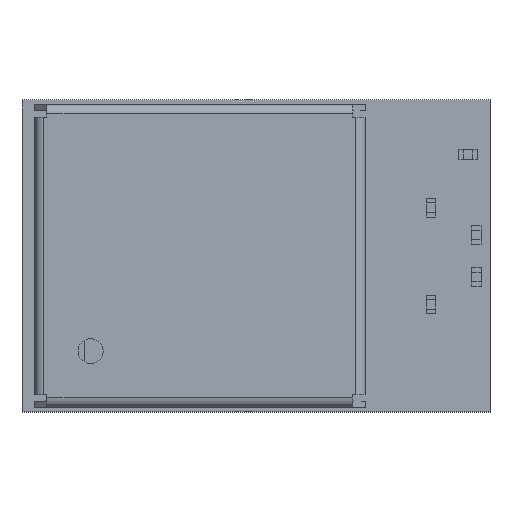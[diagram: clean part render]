
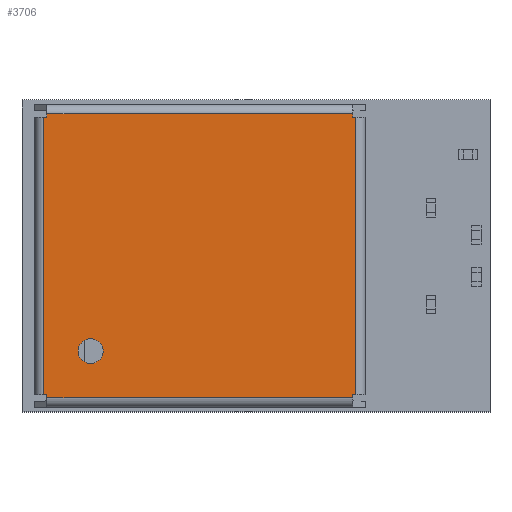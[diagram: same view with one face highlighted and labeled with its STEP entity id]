
A CAD part, top view. The second image highlights one B-rep face of the part: STEP entity #3706.
In plain terms, the highlighted planar face has unit normal (0, 0, 1).
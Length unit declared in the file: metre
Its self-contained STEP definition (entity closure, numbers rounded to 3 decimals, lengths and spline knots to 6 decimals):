
#3706=ADVANCED_FACE('',(#5929,#5930),#5931,.T.);
#5929=FACE_BOUND('',#7591,.T.);
#5930=FACE_OUTER_BOUND('',#7592,.T.);
#5931=PLANE('',#7593);
#7591=EDGE_LOOP('',(#11034));
#7592=EDGE_LOOP('',(#11035,#11036,#11037,#11038,#11039,#11040,#11041,#11042,#11043,#11044,#11045,#11046));
#7593=AXIS2_PLACEMENT_3D('',#11047,#11048,#11049);
#11034=ORIENTED_EDGE('',*,*,#12463,.F.);
#11035=ORIENTED_EDGE('',*,*,#12635,.T.);
#11036=ORIENTED_EDGE('',*,*,#11940,.T.);
#11037=ORIENTED_EDGE('',*,*,#12674,.T.);
#11038=ORIENTED_EDGE('',*,*,#12961,.T.);
#11039=ORIENTED_EDGE('',*,*,#12467,.T.);
#11040=ORIENTED_EDGE('',*,*,#12556,.T.);
#11041=ORIENTED_EDGE('',*,*,#12452,.T.);
#11042=ORIENTED_EDGE('',*,*,#12707,.T.);
#11043=ORIENTED_EDGE('',*,*,#12253,.T.);
#11044=ORIENTED_EDGE('',*,*,#12551,.T.);
#11045=ORIENTED_EDGE('',*,*,#12332,.T.);
#11046=ORIENTED_EDGE('',*,*,#12880,.T.);
#11047=CARTESIAN_POINT('',(0.0419,-0.0508,0.000608));
#11048=DIRECTION('',(0.,0.,1.));
#11049=DIRECTION('',(1.,0.,0.));
#11940=EDGE_CURVE('',#13588,#13597,#13599,.T.);
#12253=EDGE_CURVE('',#14100,#14101,#14102,.T.);
#12332=EDGE_CURVE('',#14218,#14216,#14219,.T.);
#12452=EDGE_CURVE('',#14378,#14381,#14383,.T.);
#12463=EDGE_CURVE('',#14398,#14398,#14399,.T.);
#12467=EDGE_CURVE('',#14404,#14402,#14405,.T.);
#12551=EDGE_CURVE('',#14101,#14218,#14522,.T.);
#12556=EDGE_CURVE('',#14402,#14378,#14527,.T.);
#12635=EDGE_CURVE('',#14629,#13588,#14630,.T.);
#12674=EDGE_CURVE('',#13597,#14681,#14683,.T.);
#12707=EDGE_CURVE('',#14381,#14100,#14725,.T.);
#12880=EDGE_CURVE('',#14216,#14629,#14942,.T.);
#12961=EDGE_CURVE('',#14681,#14404,#15035,.T.);
#13588=VERTEX_POINT('',#15888);
#13597=VERTEX_POINT('',#15899);
#13599=LINE('',#15902,#15903);
#14100=VERTEX_POINT('',#16627);
#14101=VERTEX_POINT('',#16628);
#14102=LINE('',#16629,#16630);
#14216=VERTEX_POINT('',#16795);
#14218=VERTEX_POINT('',#16798);
#14219=LINE('',#16799,#16800);
#14378=VERTEX_POINT('',#17035);
#14381=VERTEX_POINT('',#17039);
#14383=LINE('',#17041,#17042);
#14398=VERTEX_POINT('',#17063);
#14399=CIRCLE('',#17064,0.0004);
#14402=VERTEX_POINT('',#17068);
#14404=VERTEX_POINT('',#17071);
#14405=LINE('',#17072,#17073);
#14522=LINE('',#17245,#17246);
#14527=LINE('',#17253,#17254);
#14629=VERTEX_POINT('',#17404);
#14630=LINE('',#17405,#17406);
#14681=VERTEX_POINT('',#17478);
#14683=LINE('',#17480,#17481);
#14725=LINE('',#17542,#17543);
#14942=LINE('',#17850,#17851);
#15035=LINE('',#17983,#17984);
#15888=CARTESIAN_POINT('',(0.0419,-0.0507,0.000608));
#15899=CARTESIAN_POINT('',(0.042,-0.0507,0.000608));
#15902=CARTESIAN_POINT('',(0.0416,-0.0507,0.000608));
#15903=VECTOR('',#18390,1.);
#16627=CARTESIAN_POINT('',(0.0509,-0.0409,0.000608));
#16628=CARTESIAN_POINT('',(0.0509,-0.0408,0.000608));
#16629=CARTESIAN_POINT('',(0.0509,-0.0508,0.000608));
#16630=VECTOR('',#18665,1.);
#16795=CARTESIAN_POINT('',(0.042,-0.0409,0.000608));
#16798=CARTESIAN_POINT('',(0.042,-0.0408,0.000608));
#16799=CARTESIAN_POINT('',(0.042,-0.0405,0.000608));
#16800=VECTOR('',#18736,1.);
#17035=CARTESIAN_POINT('',(0.051,-0.0507,0.000608));
#17039=CARTESIAN_POINT('',(0.051,-0.0409,0.000608));
#17041=CARTESIAN_POINT('',(0.051,-0.0508,0.000608));
#17042=VECTOR('',#18841,1.);
#17063=CARTESIAN_POINT('',(0.0438,-0.0423,0.000608));
#17064=AXIS2_PLACEMENT_3D('',#18848,#18849,#18850);
#17068=CARTESIAN_POINT('',(0.0509,-0.0507,0.000608));
#17071=CARTESIAN_POINT('',(0.0509,-0.0508,0.000608));
#17072=CARTESIAN_POINT('',(0.0509,-0.0511,0.000608));
#17073=VECTOR('',#18853,1.);
#17245=CARTESIAN_POINT('',(0.0509,-0.0408,0.000608));
#17246=VECTOR('',#18918,1.);
#17253=CARTESIAN_POINT('',(0.0509,-0.0507,0.000608));
#17254=VECTOR('',#18921,1.);
#17404=CARTESIAN_POINT('',(0.0419,-0.0409,0.000608));
#17405=CARTESIAN_POINT('',(0.0419,-0.0409,0.000608));
#17406=VECTOR('',#18979,1.);
#17478=CARTESIAN_POINT('',(0.042,-0.0508,0.000608));
#17480=CARTESIAN_POINT('',(0.042,-0.0507,0.000608));
#17481=VECTOR('',#19013,1.);
#17542=CARTESIAN_POINT('',(0.051,-0.0409,0.000608));
#17543=VECTOR('',#19039,1.);
#17850=CARTESIAN_POINT('',(0.042,-0.0409,0.000608));
#17851=VECTOR('',#19175,1.);
#17983=CARTESIAN_POINT('',(0.0419,-0.0508,0.000608));
#17984=VECTOR('',#19218,1.);
#18390=DIRECTION('',(1.,0.,0.));
#18665=DIRECTION('',(0.,1.,0.));
#18736=DIRECTION('',(0.,-1.,0.));
#18841=DIRECTION('',(0.,1.,0.));
#18848=CARTESIAN_POINT('',(0.0434,-0.0423,0.000608));
#18849=DIRECTION('',(0.,0.,1.));
#18850=DIRECTION('',(1.,0.,0.));
#18853=DIRECTION('',(0.,1.,0.));
#18918=DIRECTION('',(-1.,0.,0.));
#18921=DIRECTION('',(1.,0.,0.));
#18979=DIRECTION('',(0.,-1.,0.));
#19013=DIRECTION('',(0.,-1.,0.));
#19039=DIRECTION('',(-1.,0.,0.));
#19175=DIRECTION('',(-1.,0.,0.));
#19218=DIRECTION('',(1.,0.,0.));
